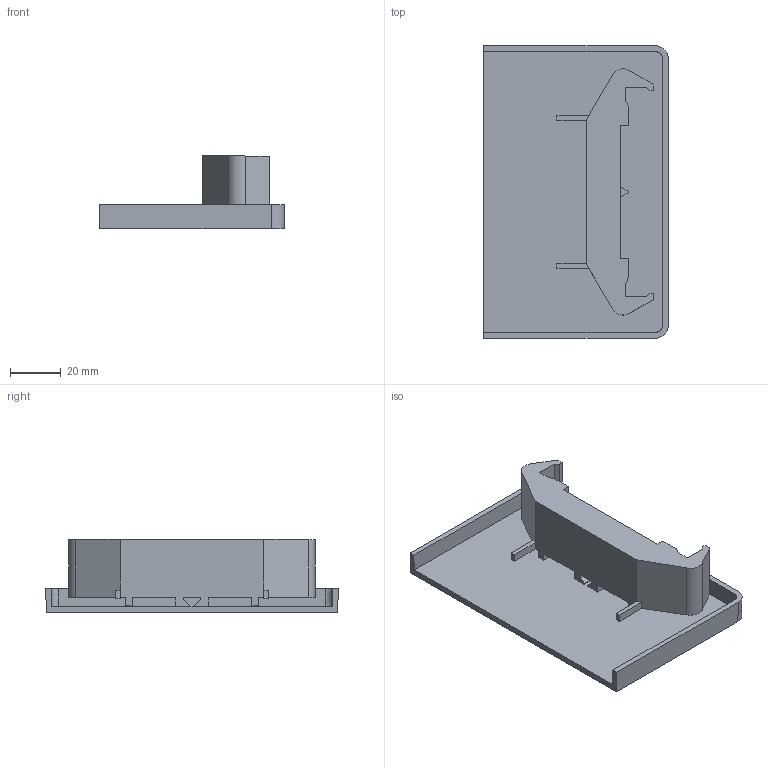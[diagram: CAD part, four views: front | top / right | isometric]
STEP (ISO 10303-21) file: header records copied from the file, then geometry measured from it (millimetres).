
FILE_DESCRIPTION (( 'STEP AP214' ), '1' );
FILE_NAME ('6274370.stp', '2016-05-04T13:47:55', ( '' ), ( '' ), 'SwSTEP 2.0', 'SolidWorks 2014', '' );
FILE_SCHEMA (( 'AUTOMOTIVE_DESIGN' ));
Length unit declared in the file: millimetre
Products named in the file (3): 004359_Standard; 010220_Standard; 6274370
Assembly tree (2 placements, depth 2):
  6274370
    004359_Standard
    010220_Standard
Bounding box: 72.67 x 114.93 x 28.89 mm (x, y, z)
Volume: 44107.1 mm3; surface area: 31735 mm2
Topology: 2 solids, 2 shells, 86 faces, 244 edges, 162 vertices
Faces by surface type: plane 63, cylinder 19, cone 4
Entity records: 2868 total; most frequent: CARTESIAN_POINT 557, ORIENTED_EDGE 488, DIRECTION 432, EDGE_CURVE 244, VECTOR 198, LINE 198, VERTEX_POINT 162, AXIS2_PLACEMENT_3D 117
